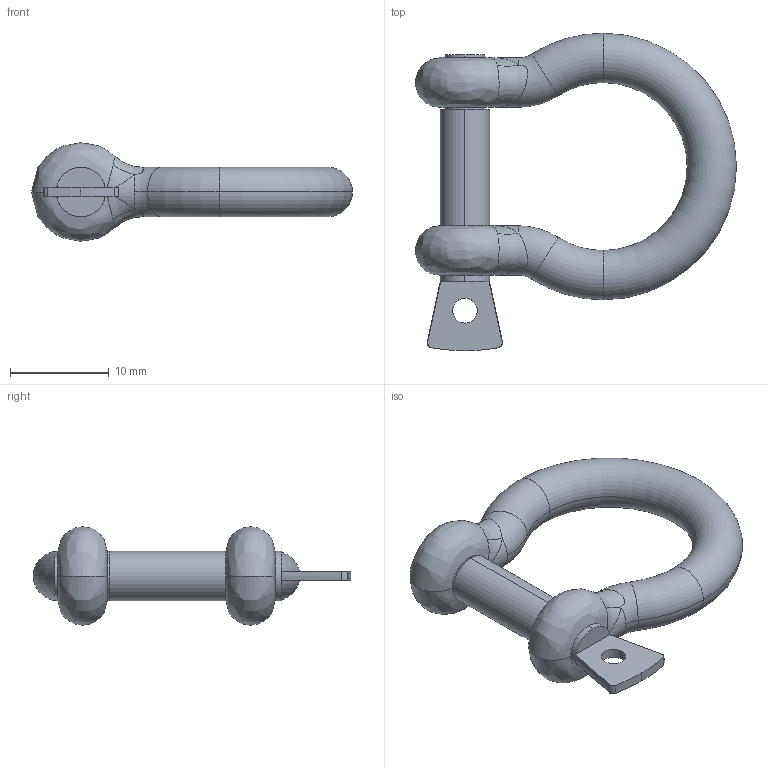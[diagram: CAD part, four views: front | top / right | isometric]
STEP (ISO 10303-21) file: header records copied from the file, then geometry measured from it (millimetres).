
FILE_DESCRIPTION((''),'2;1');
FILE_NAME('2803_COSCH_EDELSTAHLTECHNIK','2021-09-26T14:34:49',('Gogel'),('CAD_Service Gogel'),'CREO PARAMETRIC BY PTC INC, 2018420','CREO PARAMETRIC BY PTC INC, 2018420','');
FILE_SCHEMA(('AUTOMOTIVE_DESIGN { 1 0 10303 214 1 1 1 1 }'));
Length unit declared in the file: millimetre
Products named in the file (1): 2803_COSCH_EDELSTAHLTECHNIK
Bounding box: 32.5 x 32.16 x 10 mm (x, y, z)
Volume: 2004.5 mm3; surface area: 1588.1 mm2
Topology: 1 solids, 1 shells, 54 faces, 131 edges, 79 vertices
Faces by surface type: bspline 16, cylinder 14, torus 12, plane 8, cone 2, sphere 2
Entity records: 3599 total; most frequent: CARTESIAN_POINT 1993, DIRECTION 307, ORIENTED_EDGE 244, AXIS2_PLACEMENT_3D 139, EDGE_CURVE 122, CIRCLE 83, VERTEX_POINT 71, EDGE_LOOP 59
